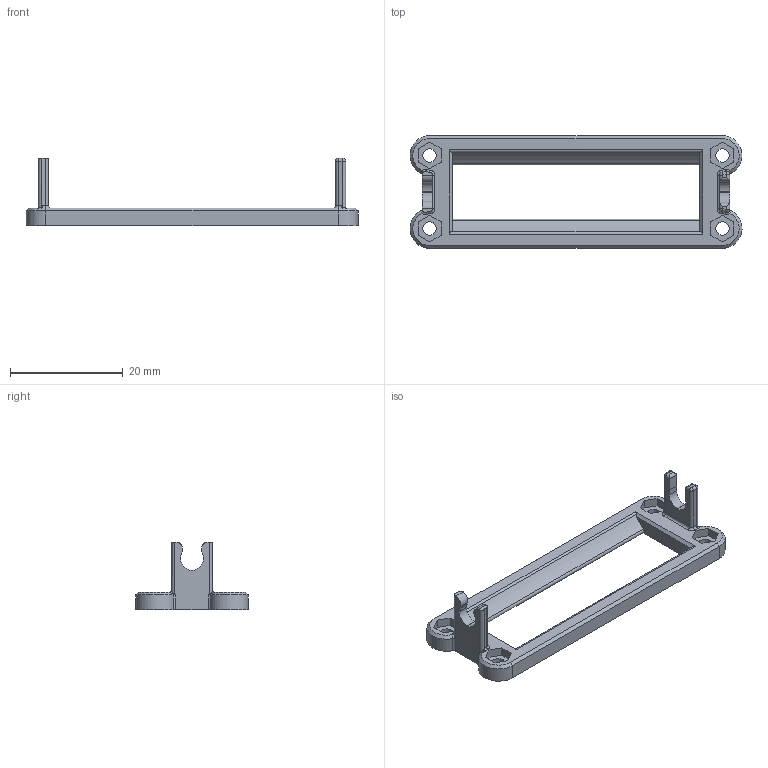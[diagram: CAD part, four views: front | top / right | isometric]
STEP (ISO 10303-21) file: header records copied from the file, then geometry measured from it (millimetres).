
FILE_DESCRIPTION(/* description */ (''),/* implementation_level */ '2;1');
FILE_NAME(/* name */ 'Scrollwheel Holder.step',/* time_stamp */ '2023-08-16T14:54:04+01:00',/* author */ (''),/* organization */ (''),/* preprocessor_version */ 'ST-DEVELOPER v20',/* originating_system */ 'Autodesk Translation Framework v12.9.0.99',/* authorisation */ '');
FILE_SCHEMA (('AUTOMOTIVE_DESIGN { 1 0 10303 214 3 1 1 }'));
Length unit declared in the file: millimetre
Products named in the file (1): Scrollwheel Holder
Bounding box: 58.98 x 20 x 12 mm (x, y, z)
Volume: 1943.5 mm3; surface area: 2405.5 mm2
Topology: 1 solids, 1 shells, 128 faces, 334 edges, 212 vertices
Faces by surface type: plane 56, cylinder 46, torus 14, cone 8, sphere 4
Full cylindrical faces by diameter (mm): 2.4 x4
Entity records: 4061 total; most frequent: CARTESIAN_POINT 804, DIRECTION 690, ORIENTED_EDGE 668, EDGE_CURVE 334, AXIS2_PLACEMENT_3D 251, VERTEX_POINT 212, LINE 188, VECTOR 188
